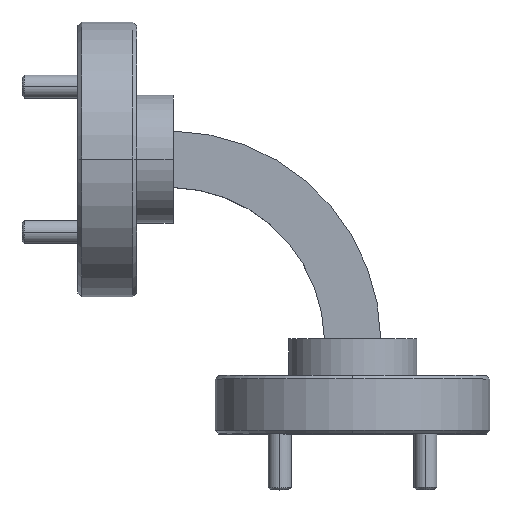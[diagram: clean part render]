
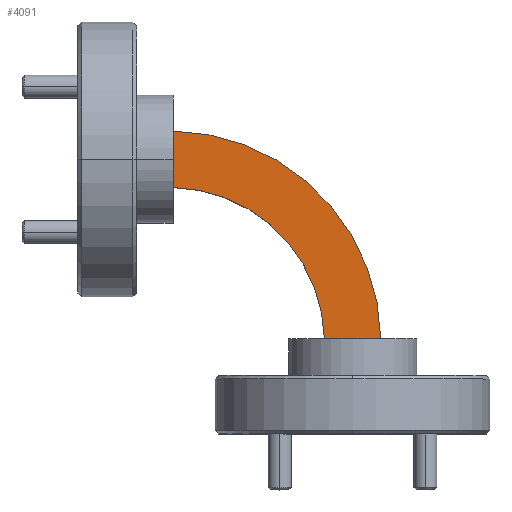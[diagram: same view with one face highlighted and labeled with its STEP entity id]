
A CAD part, top view. The second image highlights one B-rep face of the part: STEP entity #4091.
In plain terms, the highlighted planar face has unit normal (0, 0, 1).
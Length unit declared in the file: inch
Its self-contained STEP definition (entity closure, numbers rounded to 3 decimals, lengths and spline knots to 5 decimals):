
#243 = DIRECTION ( 'NONE',  ( 0., 0., -1. ) ) ;
#357 = EDGE_LOOP ( 'NONE', ( #2670, #3808, #3478, #740 ) ) ;
#364 = VERTEX_POINT ( 'NONE', #4333 ) ;
#384 = LINE ( 'NONE', #1780, #2144 ) ;
#564 = DIRECTION ( 'NONE',  ( -1., 0., 0. ) ) ;
#583 = LINE ( 'NONE', #1570, #974 ) ;
#740 = ORIENTED_EDGE ( 'NONE', *, *, #2302, .T. ) ;
#824 = AXIS2_PLACEMENT_3D ( 'NONE', #1553, #2656, #4316 ) ;
#838 = VERTEX_POINT ( 'NONE', #3768 ) ;
#959 = DIRECTION ( 'NONE',  ( 0., 0., 1. ) ) ;
#974 = VECTOR ( 'NONE', #1606, 39.37008 ) ;
#1062 = FACE_OUTER_BOUND ( 'NONE', #357, .T. ) ;
#1095 = VERTEX_POINT ( 'NONE', #1675 ) ;
#1553 = CARTESIAN_POINT ( 'NONE',  ( 0.25, -0.5, 0.114 ) ) ;
#1562 = AXIS2_PLACEMENT_3D ( 'NONE', #3320, #243, #564 ) ;
#1570 = CARTESIAN_POINT ( 'NONE',  ( 0.25, -0.49, 0.114 ) ) ;
#1587 = EDGE_CURVE ( 'NONE', #2931, #838, #3877, .T. ) ;
#1606 = DIRECTION ( 'NONE',  ( -1., 0., 0. ) ) ;
#1675 = CARTESIAN_POINT ( 'NONE',  ( 0.67288, -0.49, 0.114 ) ) ;
#1780 = CARTESIAN_POINT ( 'NONE',  ( 0.26, -0.077, 0.114 ) ) ;
#2038 = CARTESIAN_POINT ( 'NONE',  ( 0.25, -0.077, 0.114 ) ) ;
#2086 = PLANE ( 'NONE',  #2647 ) ;
#2144 = VECTOR ( 'NONE', #3297, 39.37008 ) ;
#2283 = EDGE_CURVE ( 'NONE', #838, #1095, #583, .T. ) ;
#2302 = EDGE_CURVE ( 'NONE', #364, #1095, #3672, .T. ) ;
#2647 = AXIS2_PLACEMENT_3D ( 'NONE', #2038, #959, #3466 ) ;
#2656 = DIRECTION ( 'NONE',  ( 0., 0., -1. ) ) ;
#2670 = ORIENTED_EDGE ( 'NONE', *, *, #2283, .F. ) ;
#2931 = VERTEX_POINT ( 'NONE', #4461 ) ;
#3262 = EDGE_CURVE ( 'NONE', #364, #2931, #384, .T. ) ;
#3297 = DIRECTION ( 'NONE',  ( 0., 1., 0. ) ) ;
#3320 = CARTESIAN_POINT ( 'NONE',  ( 0.25, -0.5, 0.114 ) ) ;
#3466 = DIRECTION ( 'NONE',  ( 1., 0., 0. ) ) ;
#3478 = ORIENTED_EDGE ( 'NONE', *, *, #3262, .F. ) ;
#3672 = CIRCLE ( 'NONE', #1562, 0.423 ) ;
#3768 = CARTESIAN_POINT ( 'NONE',  ( 0.82691, -0.49, 0.114 ) ) ;
#3808 = ORIENTED_EDGE ( 'NONE', *, *, #1587, .F. ) ;
#3877 = CIRCLE ( 'NONE', #824, 0.577 ) ;
#4091 = ADVANCED_FACE ( 'NONE', ( #1062 ), #2086, .T. ) ;
#4316 = DIRECTION ( 'NONE',  ( -1., 0., 0. ) ) ;
#4333 = CARTESIAN_POINT ( 'NONE',  ( 0.26, -0.07712, 0.114 ) ) ;
#4461 = CARTESIAN_POINT ( 'NONE',  ( 0.26, 0.07691, 0.114 ) ) ;
